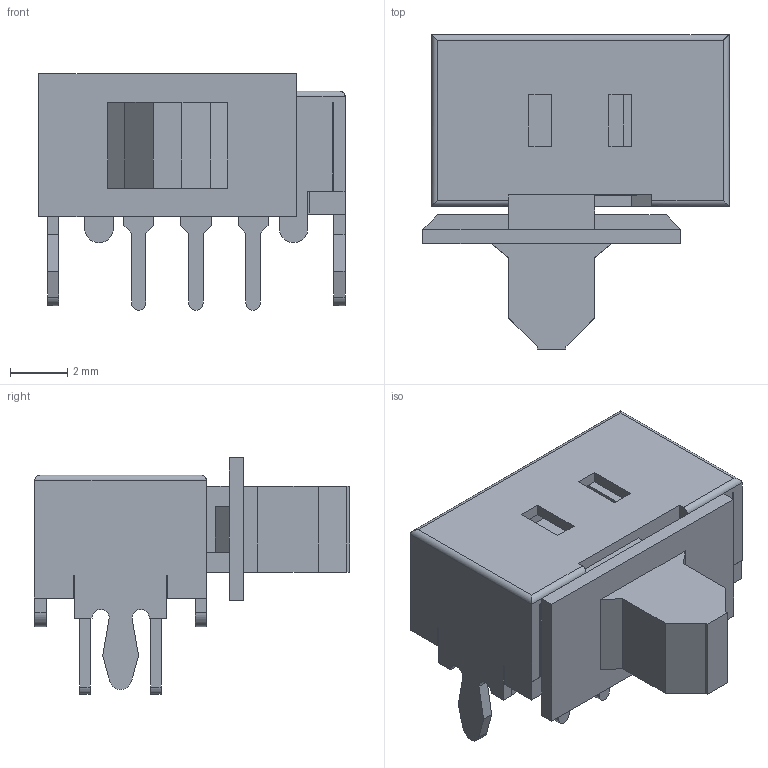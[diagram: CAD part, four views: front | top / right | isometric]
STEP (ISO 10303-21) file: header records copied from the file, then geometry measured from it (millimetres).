
FILE_DESCRIPTION(/* description */ (''),/* implementation_level */ '2;1');
FILE_NAME(/* name */ 'C&K SK-22D01-MG 5 NS.step',/* time_stamp */ '2022-01-21T17:44:33+00:00',/* author */ (''),/* organization */ (''),/* preprocessor_version */ 'ST-DEVELOPER v18.1',/* originating_system */ 'Autodesk Translation Framework v10.10.0.1391',/* authorisation */ '');
FILE_SCHEMA (('AUTOMOTIVE_DESIGN { 1 0 10303 214 3 1 1 }'));
Length unit declared in the file: millimetre
Products named in the file (2): C&K SK-22D01-MG 5 NS; _SK-22D01-MG 5 NS_PART1
Assembly tree (1 placements, depth 2):
  C&K SK-22D01-MG 5 NS
    _SK-22D01-MG 5 NS_PART1
Bounding box: 10.7 x 11.01 x 8.26 mm (x, y, z)
Surface area: 625.6 mm2 (no closed solid volume)
Topology: 0 solids, 1 shells, 226 faces, 677 edges, 430 vertices
Faces by surface type: plane 205, cylinder 21
Entity records: 7749 total; most frequent: CARTESIAN_POINT 1516, ORIENTED_EDGE 1332, DIRECTION 1167, EDGE_CURVE 677, LINE 637, VECTOR 637, VERTEX_POINT 430, AXIS2_PLACEMENT_3D 265
